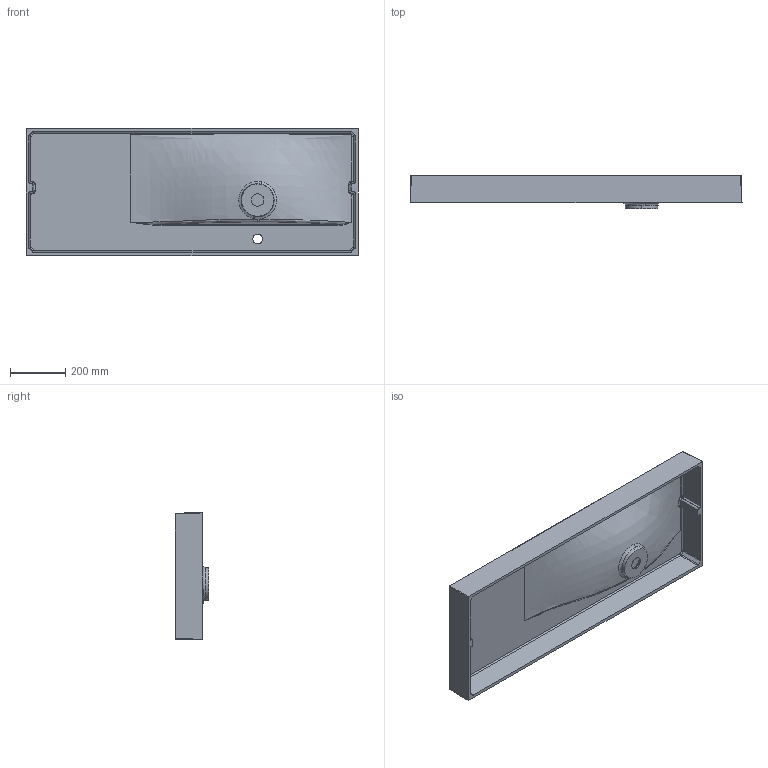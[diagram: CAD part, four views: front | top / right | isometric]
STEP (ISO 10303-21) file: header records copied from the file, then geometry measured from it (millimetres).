
FILE_DESCRIPTION (( 'STEP AP214' ), '1' );
FILE_NAME ('Viola 1200.STEP', '2020-11-16T06:50:58', ( '' ), ( '' ), 'SwSTEP 2.0', 'SolidWorks 2020', '' );
FILE_SCHEMA (( 'AUTOMOTIVE_DESIGN' ));
Length unit declared in the file: millimetre
Products named in the file (1): Viola 1200
Bounding box: 1200 x 122 x 460 mm (x, y, z)
Volume: 10057435.9 mm3; surface area: 1809051.4 mm2
Topology: 2 solids, 2 shells, 169 faces, 403 edges, 237 vertices
Faces by surface type: cylinder 50, bspline 47, plane 35, torus 19, sphere 12, cone 6
Entity records: 19071 total; most frequent: CARTESIAN_POINT 15542, ORIENTED_EDGE 798, DIRECTION 671, EDGE_CURVE 399, AXIS2_PLACEMENT_3D 278, VERTEX_POINT 237, EDGE_LOOP 176, ADVANCED_FACE 169
